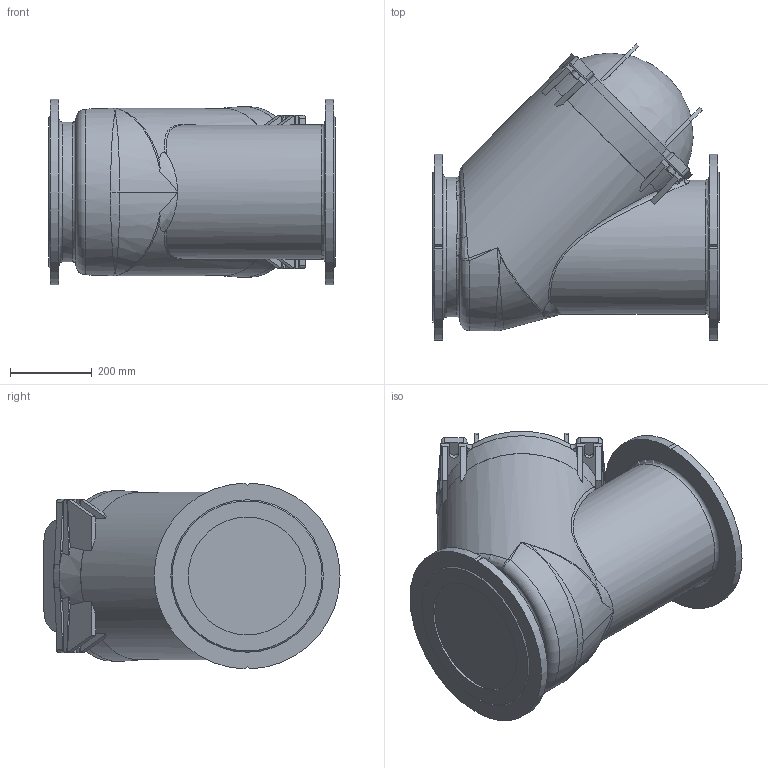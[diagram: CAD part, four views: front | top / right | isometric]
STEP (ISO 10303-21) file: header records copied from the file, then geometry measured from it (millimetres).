
FILE_DESCRIPTION (( 'STEP AP203' ), '1' );
FILE_NAME ('O_53_35_DN300_AA1_step.step', '2016-05-12T06:50:53', ( 'Windows User' ), ( 'AVK' ), 'SwSTEP 2.0', 'SolidWorks 2012', '' );
FILE_SCHEMA (( 'CONFIG_CONTROL_DESIGN' ));
Length unit declared in the file: millimetre
Products named in the file (1): O_53_35_DN300_AA1_step
Bounding box: 700 x 724.6 x 454.89 mm (x, y, z)
Volume: 114146915.1 mm3; surface area: 1837968 mm2
Topology: 1 solids, 1 shells, 218 faces, 576 edges, 360 vertices
Faces by surface type: plane 121, bspline 36, cylinder 35, torus 12, sphere 7, cone 7
Full cylindrical faces by diameter (mm): 288 x1, 300 x1, 328 x1, 342 x1
Entity records: 9961 total; most frequent: CARTESIAN_POINT 4988, ORIENTED_EDGE 1110, DIRECTION 908, EDGE_CURVE 555, VERTEX_POINT 355, AXIS2_PLACEMENT_3D 318, LINE 272, VECTOR 272
